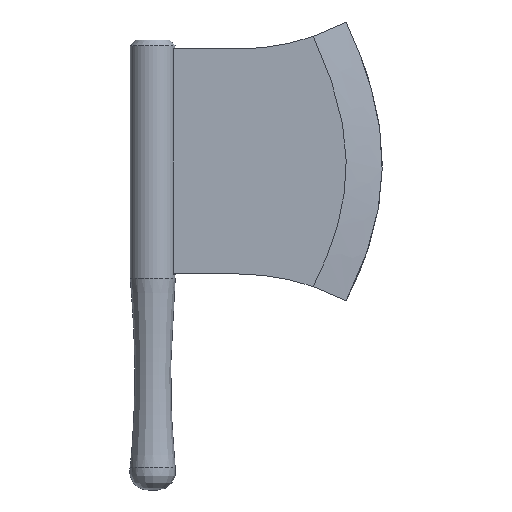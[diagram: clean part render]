
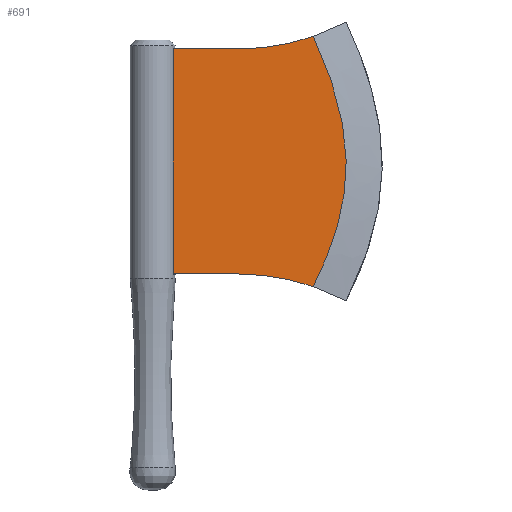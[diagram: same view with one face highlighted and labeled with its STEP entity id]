
A CAD part, front view. The second image highlights one B-rep face of the part: STEP entity #691.
In plain terms, the highlighted planar face has unit normal (0, -1, 0).
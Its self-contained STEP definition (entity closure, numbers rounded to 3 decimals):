
#19=B_SPLINE_CURVE_WITH_KNOTS('',3,(#1487,#1488,#1489,#1490,#1491,#1492,
#1493,#1494,#1495,#1496,#1497,#1498,#1499,#1500,#1501,#1502),
 .UNSPECIFIED.,.F.,.F.,(4,3,1,1,1,1,1,1,3,4),(-0.003,0.,
0.143,0.286,0.429,0.571,
0.714,0.857,1.,1.007),.UNSPECIFIED.);
#80=FACE_OUTER_BOUND('',#124,.T.);
#124=EDGE_LOOP('',(#603,#604,#605,#606,#607,#608));
#185=LINE('',#1552,#249);
#186=LINE('',#1554,#250);
#187=LINE('',#1555,#251);
#249=VECTOR('',#936,10.);
#250=VECTOR('',#937,10.);
#251=VECTOR('',#938,10.);
#275=CIRCLE('',#760,254.993);
#278=CIRCLE('',#764,254.993);
#331=VERTEX_POINT('',#1403);
#332=VERTEX_POINT('',#1410);
#335=VERTEX_POINT('',#1480);
#337=VERTEX_POINT('',#1547);
#338=VERTEX_POINT('',#1551);
#339=VERTEX_POINT('',#1553);
#419=EDGE_CURVE('',#332,#331,#275,.T.);
#423=EDGE_CURVE('',#335,#331,#19,.T.);
#428=EDGE_CURVE('',#335,#337,#278,.T.);
#429=EDGE_CURVE('',#337,#338,#185,.T.);
#430=EDGE_CURVE('',#338,#339,#186,.T.);
#431=EDGE_CURVE('',#339,#332,#187,.T.);
#603=ORIENTED_EDGE('',*,*,#429,.T.);
#604=ORIENTED_EDGE('',*,*,#430,.T.);
#605=ORIENTED_EDGE('',*,*,#431,.T.);
#606=ORIENTED_EDGE('',*,*,#419,.T.);
#607=ORIENTED_EDGE('',*,*,#423,.F.);
#608=ORIENTED_EDGE('',*,*,#428,.T.);
#650=PLANE('',#765);
#691=ADVANCED_FACE('',(#80),#650,.T.);
#760=AXIS2_PLACEMENT_3D('',#1411,#921,#922);
#764=AXIS2_PLACEMENT_3D('',#1549,#932,#933);
#765=AXIS2_PLACEMENT_3D('',#1550,#934,#935);
#921=DIRECTION('center_axis',(0.,1.,0.));
#922=DIRECTION('ref_axis',(0.,0.,1.));
#932=DIRECTION('center_axis',(0.,1.,0.));
#933=DIRECTION('ref_axis',(0.471,0.,-0.882));
#934=DIRECTION('center_axis',(0.,-1.,0.));
#935=DIRECTION('ref_axis',(0.,0.,-1.));
#936=DIRECTION('',(-1.,0.,0.));
#937=DIRECTION('',(0.,0.,-1.));
#938=DIRECTION('',(1.,0.,0.));
#1403=CARTESIAN_POINT('',(178.272,-10.,226.021));
#1410=CARTESIAN_POINT('',(95.002,-10.,240.));
#1411=CARTESIAN_POINT('Origin',(95.002,-10.,-14.993));
#1480=CARTESIAN_POINT('',(178.322,-10.,503.997));
#1487=CARTESIAN_POINT('Ctrl Pts',(178.322,-10.,503.997));
#1488=CARTESIAN_POINT('Ctrl Pts',(178.489,-10.,503.644));
#1489=CARTESIAN_POINT('Ctrl Pts',(178.655,-10.,503.29));
#1490=CARTESIAN_POINT('Ctrl Pts',(178.822,-10.,502.937));
#1491=CARTESIAN_POINT('Ctrl Pts',(185.484,-10.,488.811));
#1492=CARTESIAN_POINT('Ctrl Pts',(197.088,-10.,460.839));
#1493=CARTESIAN_POINT('Ctrl Pts',(209.08,-10.,420.139));
#1494=CARTESIAN_POINT('Ctrl Pts',(215.228,-10.,381.077));
#1495=CARTESIAN_POINT('Ctrl Pts',(215.29,-10.,343.386));
#1496=CARTESIAN_POINT('Ctrl Pts',(209.301,-10.,305.635));
#1497=CARTESIAN_POINT('Ctrl Pts',(197.486,-10.,267.163));
#1498=CARTESIAN_POINT('Ctrl Pts',(185.973,-10.,241.162));
#1499=CARTESIAN_POINT('Ctrl Pts',(179.346,-10.,228.133));
#1500=CARTESIAN_POINT('Ctrl Pts',(178.988,-10.,227.429));
#1501=CARTESIAN_POINT('Ctrl Pts',(178.63,-10.,226.725));
#1502=CARTESIAN_POINT('Ctrl Pts',(178.272,-10.,226.021));
#1547=CARTESIAN_POINT('',(95.002,-10.,490.));
#1549=CARTESIAN_POINT('Origin',(95.002,-10.,744.993));
#1550=CARTESIAN_POINT('Origin',(5.,-10.,365.));
#1551=CARTESIAN_POINT('',(-15.,-10.,490.));
#1552=CARTESIAN_POINT('',(25.,-10.,490.));
#1553=CARTESIAN_POINT('',(-15.,-10.,240.));
#1554=CARTESIAN_POINT('',(-15.,-10.,490.));
#1555=CARTESIAN_POINT('',(-15.,-10.,240.));
